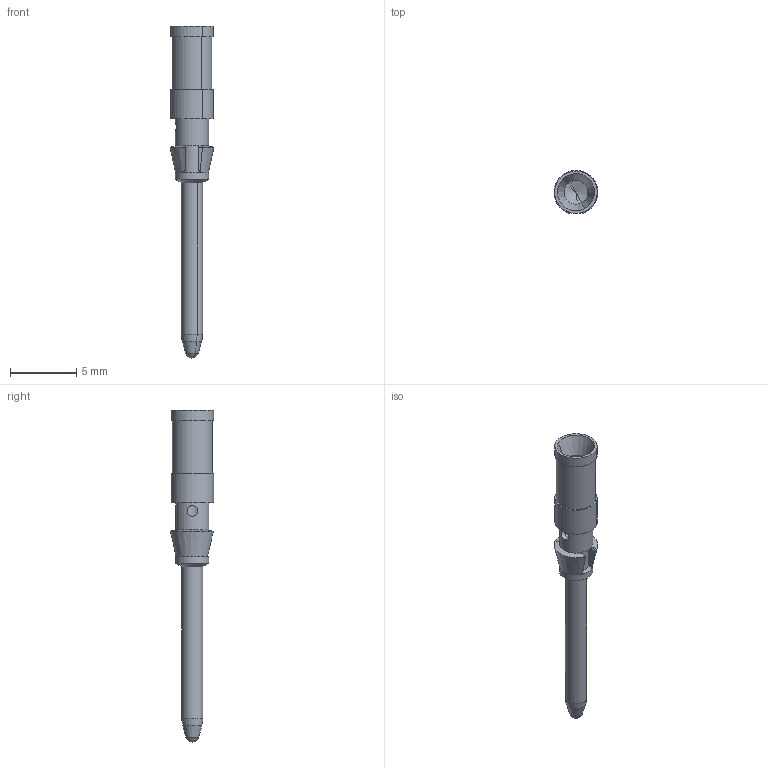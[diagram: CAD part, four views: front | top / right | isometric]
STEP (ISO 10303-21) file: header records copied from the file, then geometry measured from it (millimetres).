
FILE_DESCRIPTION(('CATIA V5 STEP Exchange','CAx-IF Rec.Pracs.--- Model Styling and Organization---1.5--- 2016-08-15','CAx-IF Rec.Pracs.---Supplemental Geometry---1.0---2011-11-01','CAx-IF Rec.Pracs.--- Composite Materials ---1.1---2010-07-15'),'2;1');
FILE_NAME ('018164-3_1', '2025-09-01T06:27:40+00:00', ('none'), ('Weidmueller'), 'CATIA Version 5-6 Release 2024 SP4', 'CATIA V5 STEP AP214 v3', 'none');
FILE_SCHEMA(('AUTOMOTIVE_DESIGN { 1 0 10303 214 1 1 1 1 }'));
Length unit declared in the file: millimetre
Products named in the file (1): 1651550000 
Bounding box: 3.3 x 3.25 x 25 mm (x, y, z)
Volume: 79.1 mm3; surface area: 243.1 mm2
Topology: 1 solids, 1 shells, 53 faces, 124 edges, 74 vertices
Faces by surface type: cylinder 21, cone 14, plane 10, sphere 2, revolution 2, bspline 2, extrusion 2
Entity records: 1445 total; most frequent: CARTESIAN_POINT 359, ORIENTED_EDGE 240, DIRECTION 160, EDGE_CURVE 120, AXIS2_PLACEMENT_3D 83, VERTEX_POINT 74, EDGE_LOOP 60, CIRCLE 54
